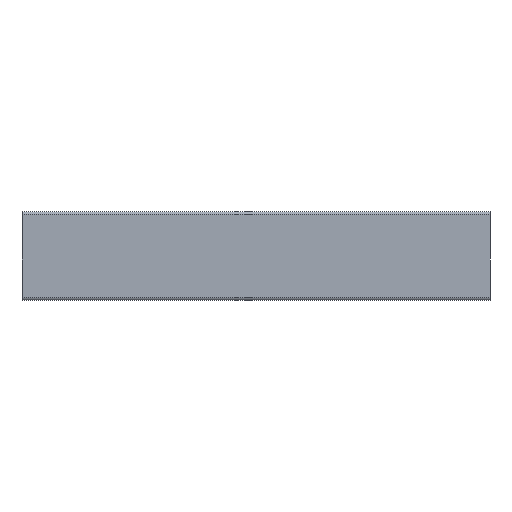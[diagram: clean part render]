
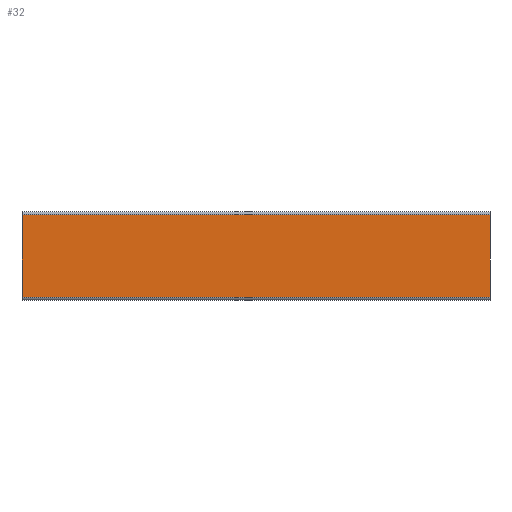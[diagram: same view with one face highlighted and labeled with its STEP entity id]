
A CAD part, top view. The second image highlights one B-rep face of the part: STEP entity #32.
In plain terms, the highlighted planar face has unit normal (0, 0, 1).
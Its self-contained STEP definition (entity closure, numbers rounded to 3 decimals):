
#3 = CARTESIAN_POINT ( 'NONE',  ( -800., -1325., -450. ) ) ;
#14 = CARTESIAN_POINT ( 'NONE',  ( -15800., 1325., -450. ) ) ;
#16 = EDGE_LOOP ( 'NONE', ( #90, #65, #204, #182 ) ) ;
#25 = CARTESIAN_POINT ( 'NONE',  ( -800., 1325., -450. ) ) ;
#30 = DIRECTION ( 'NONE',  ( 0., 0., 1. ) ) ;
#32 = ADVANCED_FACE ( 'NONE', ( #150 ), #116, .T. ) ;
#41 = CARTESIAN_POINT ( 'NONE',  ( -15800., -1325., -450. ) ) ;
#47 = EDGE_CURVE ( 'NONE', #136, #194, #123, .T. ) ;
#57 = CARTESIAN_POINT ( 'NONE',  ( -15800., 1325., -450. ) ) ;
#65 = ORIENTED_EDGE ( 'NONE', *, *, #190, .F. ) ;
#78 = VERTEX_POINT ( 'NONE', #3 ) ;
#81 = VECTOR ( 'NONE', #88, 1000. ) ;
#87 = VECTOR ( 'NONE', #155, 1000. ) ;
#88 = DIRECTION ( 'NONE',  ( 1., 0., 0. ) ) ;
#89 = LINE ( 'NONE', #106, #133 ) ;
#90 = ORIENTED_EDGE ( 'NONE', *, *, #120, .F. ) ;
#103 = EDGE_CURVE ( 'NONE', #194, #78, #138, .T. ) ;
#106 = CARTESIAN_POINT ( 'NONE',  ( -800., 1325., -450. ) ) ;
#111 = AXIS2_PLACEMENT_3D ( 'NONE', #145, #30, #112 ) ;
#112 = DIRECTION ( 'NONE',  ( 1., 0., 0. ) ) ;
#116 = PLANE ( 'NONE',  #111 ) ;
#118 = LINE ( 'NONE', #14, #87 ) ;
#120 = EDGE_CURVE ( 'NONE', #161, #78, #89, .T. ) ;
#123 = LINE ( 'NONE', #163, #154 ) ;
#133 = VECTOR ( 'NONE', #153, 1000. ) ;
#136 = VERTEX_POINT ( 'NONE', #57 ) ;
#138 = LINE ( 'NONE', #160, #81 ) ;
#145 = CARTESIAN_POINT ( 'NONE',  ( -15800., 1325., -450. ) ) ;
#150 = FACE_OUTER_BOUND ( 'NONE', #16, .T. ) ;
#153 = DIRECTION ( 'NONE',  ( 0., -1., 0. ) ) ;
#154 = VECTOR ( 'NONE', #181, 1000. ) ;
#155 = DIRECTION ( 'NONE',  ( 1., 0., 0. ) ) ;
#160 = CARTESIAN_POINT ( 'NONE',  ( -15800., -1325., -450. ) ) ;
#161 = VERTEX_POINT ( 'NONE', #25 ) ;
#163 = CARTESIAN_POINT ( 'NONE',  ( -15800., 1325., -450. ) ) ;
#181 = DIRECTION ( 'NONE',  ( 0., -1., 0. ) ) ;
#182 = ORIENTED_EDGE ( 'NONE', *, *, #103, .T. ) ;
#190 = EDGE_CURVE ( 'NONE', #136, #161, #118, .T. ) ;
#194 = VERTEX_POINT ( 'NONE', #41 ) ;
#204 = ORIENTED_EDGE ( 'NONE', *, *, #47, .T. ) ;
